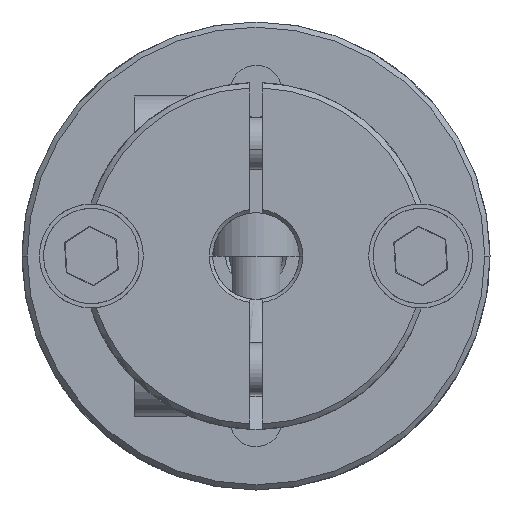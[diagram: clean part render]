
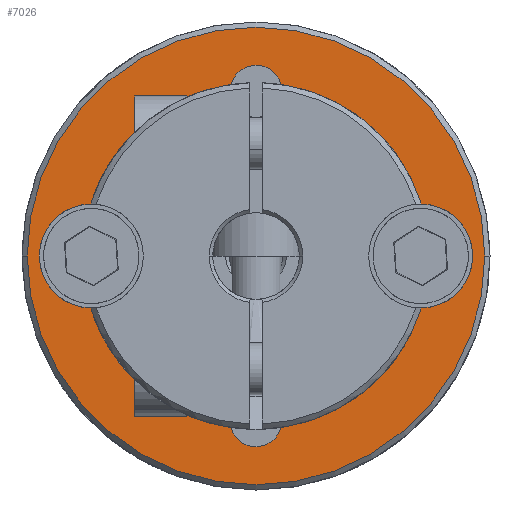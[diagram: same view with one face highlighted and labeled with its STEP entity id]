
A CAD part, front view. The second image highlights one B-rep face of the part: STEP entity #7026.
In plain terms, the highlighted face is planar.
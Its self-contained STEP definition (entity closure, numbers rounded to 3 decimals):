
#5236=CARTESIAN_POINT('',(-0.,-2.5,13.2));
#5237=VERTEX_POINT('',#5236);
#5238=CARTESIAN_POINT('',(0.,-2.5,-13.2));
#5239=VERTEX_POINT('',#5238);
#5240=CARTESIAN_POINT('',(0.,-2.5,0.));
#5241=DIRECTION('',(0.,1.,0.));
#5242=DIRECTION('',(0.,-0.,1.));
#5243=AXIS2_PLACEMENT_3D('',#5240,#5241,#5242);
#5244=CIRCLE('',#5243,13.2);
#5245=EDGE_CURVE('',#5237,#5239,#5244,.T.);
#5766=CARTESIAN_POINT('',(-9.931,-2.5,-1.173));
#5767=VERTEX_POINT('',#5766);
#5774=CARTESIAN_POINT('',(-9.931,-2.5,1.173));
#5775=VERTEX_POINT('',#5774);
#5776=CARTESIAN_POINT('',(-9.5,-2.5,0.));
#5777=DIRECTION('',(0.,-1.,0.));
#5778=DIRECTION('',(0.,0.,1.));
#5779=AXIS2_PLACEMENT_3D('',#5776,#5777,#5778);
#5780=CIRCLE('',#5779,1.25);
#5781=EDGE_CURVE('',#5775,#5767,#5780,.T.);
#5944=CARTESIAN_POINT('',(-3.,-2.5,9.539));
#5945=VERTEX_POINT('',#5944);
#5952=CARTESIAN_POINT('',(-0.,-2.5,12.5));
#5953=VERTEX_POINT('',#5952);
#5954=CARTESIAN_POINT('',(0.,-2.5,9.5));
#5955=DIRECTION('',(0.,-1.,0.));
#5956=DIRECTION('',(0.,0.,1.));
#5957=AXIS2_PLACEMENT_3D('',#5954,#5955,#5956);
#5958=CIRCLE('',#5957,3.);
#5959=EDGE_CURVE('',#5953,#5945,#5958,.T.);
#6049=CARTESIAN_POINT('',(-0.,-2.5,-12.5));
#6050=VERTEX_POINT('',#6049);
#6057=CARTESIAN_POINT('',(-3.,-2.5,-9.539));
#6058=VERTEX_POINT('',#6057);
#6059=CARTESIAN_POINT('',(-0.,-2.5,-9.5));
#6060=DIRECTION('',(0.,-1.,0.));
#6061=DIRECTION('',(0.,0.,1.));
#6062=AXIS2_PLACEMENT_3D('',#6059,#6060,#6061);
#6063=CIRCLE('',#6062,3.);
#6064=EDGE_CURVE('',#6058,#6050,#6063,.T.);
#6343=CARTESIAN_POINT('',(9.931,-2.5,1.173));
#6344=VERTEX_POINT('',#6343);
#6351=CARTESIAN_POINT('',(9.931,-2.5,-1.173));
#6352=VERTEX_POINT('',#6351);
#6353=CARTESIAN_POINT('',(9.5,-2.5,0.));
#6354=DIRECTION('',(0.,-1.,0.));
#6355=DIRECTION('',(0.,0.,1.));
#6356=AXIS2_PLACEMENT_3D('',#6353,#6354,#6355);
#6357=CIRCLE('',#6356,1.25);
#6358=EDGE_CURVE('',#6352,#6344,#6357,.T.);
#6465=CARTESIAN_POINT('',(3.,-2.5,9.539));
#6466=VERTEX_POINT('',#6465);
#6473=CARTESIAN_POINT('',(0.,-2.5,0.));
#6474=DIRECTION('',(-0.,1.,0.));
#6475=DIRECTION('',(0.,0.,1.));
#6476=AXIS2_PLACEMENT_3D('',#6473,#6474,#6475);
#6477=CIRCLE('',#6476,10.);
#6478=EDGE_CURVE('',#6466,#6344,#6477,.T.);
#6581=CARTESIAN_POINT('',(3.,-2.5,-9.539));
#6582=VERTEX_POINT('',#6581);
#6589=CARTESIAN_POINT('',(-0.,-2.5,-9.5));
#6590=DIRECTION('',(0.,-1.,0.));
#6591=DIRECTION('',(0.,0.,1.));
#6592=AXIS2_PLACEMENT_3D('',#6589,#6590,#6591);
#6593=CIRCLE('',#6592,3.);
#6594=EDGE_CURVE('',#6050,#6582,#6593,.T.);
#6613=CARTESIAN_POINT('',(0.,-2.5,0.));
#6614=DIRECTION('',(-0.,1.,0.));
#6615=DIRECTION('',(0.,0.,1.));
#6616=AXIS2_PLACEMENT_3D('',#6613,#6614,#6615);
#6617=CIRCLE('',#6616,10.);
#6618=EDGE_CURVE('',#6352,#6582,#6617,.T.);
#6763=CARTESIAN_POINT('',(0.,-2.5,9.5));
#6764=DIRECTION('',(0.,-1.,0.));
#6765=DIRECTION('',(-0.,0.,1.));
#6766=AXIS2_PLACEMENT_3D('',#6763,#6764,#6765);
#6767=CIRCLE('',#6766,3.);
#6768=EDGE_CURVE('',#6466,#5953,#6767,.T.);
#6987=CARTESIAN_POINT('',(0.,-2.5,0.));
#6988=DIRECTION('',(0.,1.,0.));
#6989=DIRECTION('',(0.,0.,1.));
#6990=AXIS2_PLACEMENT_3D('',#6987,#6988,#6989);
#6991=PLANE('',#6990);
#6992=CARTESIAN_POINT('',(0.,-2.5,0.));
#6993=DIRECTION('',(0.,1.,0.));
#6994=DIRECTION('',(0.,-0.,1.));
#6995=AXIS2_PLACEMENT_3D('',#6992,#6993,#6994);
#6996=CIRCLE('',#6995,13.2);
#6997=EDGE_CURVE('',#5239,#5237,#6996,.T.);
#6998=ORIENTED_EDGE('',*,*,#6997,.T.);
#6999=ORIENTED_EDGE('',*,*,#5245,.T.);
#7000=EDGE_LOOP('',(#6998,#6999));
#7001=FACE_BOUND('',#7000,.T.);
#7002=ORIENTED_EDGE('',*,*,#6064,.T.);
#7003=ORIENTED_EDGE('',*,*,#6594,.T.);
#7004=ORIENTED_EDGE('',*,*,#6618,.F.);
#7005=ORIENTED_EDGE('',*,*,#6358,.T.);
#7006=ORIENTED_EDGE('',*,*,#6478,.F.);
#7007=ORIENTED_EDGE('',*,*,#6768,.T.);
#7008=ORIENTED_EDGE('',*,*,#5959,.T.);
#7009=CARTESIAN_POINT('',(0.,-2.5,0.));
#7010=DIRECTION('',(-0.,1.,0.));
#7011=DIRECTION('',(0.,0.,1.));
#7012=AXIS2_PLACEMENT_3D('',#7009,#7010,#7011);
#7013=CIRCLE('',#7012,10.);
#7014=EDGE_CURVE('',#5775,#5945,#7013,.T.);
#7015=ORIENTED_EDGE('',*,*,#7014,.F.);
#7016=ORIENTED_EDGE('',*,*,#5781,.T.);
#7017=CARTESIAN_POINT('',(0.,-2.5,0.));
#7018=DIRECTION('',(-0.,1.,0.));
#7019=DIRECTION('',(0.,0.,1.));
#7020=AXIS2_PLACEMENT_3D('',#7017,#7018,#7019);
#7021=CIRCLE('',#7020,10.);
#7022=EDGE_CURVE('',#6058,#5767,#7021,.T.);
#7023=ORIENTED_EDGE('',*,*,#7022,.F.);
#7024=EDGE_LOOP('',(#7002,#7003,#7004,#7005,#7006,#7007,#7008,#7015,#7016,#7023));
#7025=FACE_BOUND('',#7024,.T.);
#7026=ADVANCED_FACE('NONE',(#7001,#7025),#6991,.T.);
